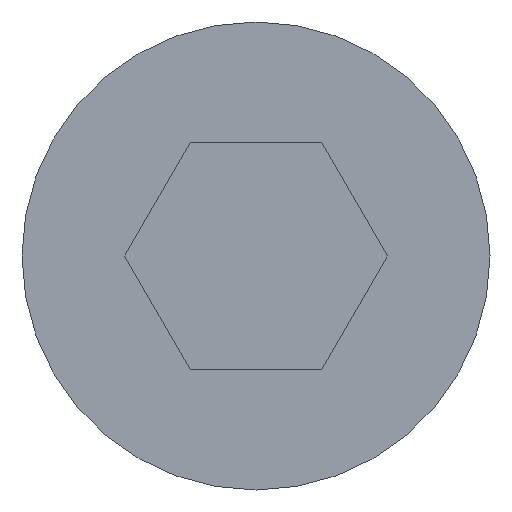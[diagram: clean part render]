
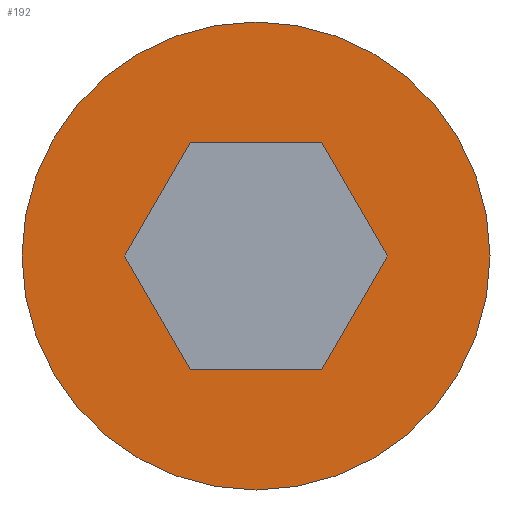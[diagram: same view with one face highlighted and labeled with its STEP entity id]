
A CAD part, front view. The second image highlights one B-rep face of the part: STEP entity #192.
In plain terms, the highlighted planar face has unit normal (0, -1, 0).
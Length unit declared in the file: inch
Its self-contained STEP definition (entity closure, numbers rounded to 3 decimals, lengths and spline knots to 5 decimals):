
#5 = CARTESIAN_POINT ( 'NONE',  ( -0.03157, 0., 0.05469 ) ) ;
#6 = EDGE_LOOP ( 'NONE', ( #413, #309 ) ) ;
#15 = DIRECTION ( 'NONE',  ( 0., 1., 0. ) ) ;
#23 = CARTESIAN_POINT ( 'NONE',  ( -0.03157, 0., -0.05469 ) ) ;
#36 = DIRECTION ( 'NONE',  ( -0.5, 0., 0.866 ) ) ;
#37 = DIRECTION ( 'NONE',  ( 1., 0., 0. ) ) ;
#39 = CARTESIAN_POINT ( 'NONE',  ( -0.03157, 0., -0.05469 ) ) ;
#41 = ORIENTED_EDGE ( 'NONE', *, *, #104, .F. ) ;
#51 = DIRECTION ( 'NONE',  ( 0., 0., 1. ) ) ;
#63 = ORIENTED_EDGE ( 'NONE', *, *, #346, .F. ) ;
#67 = ORIENTED_EDGE ( 'NONE', *, *, #371, .F. ) ;
#69 = CARTESIAN_POINT ( 'NONE',  ( 0., 0., 0. ) ) ;
#79 = VECTOR ( 'NONE', #310, 39.37008 ) ;
#82 = VERTEX_POINT ( 'NONE', #105 ) ;
#104 = EDGE_CURVE ( 'NONE', #353, #82, #403, .T. ) ;
#105 = CARTESIAN_POINT ( 'NONE',  ( -0.06315, 0., 0. ) ) ;
#109 = ORIENTED_EDGE ( 'NONE', *, *, #339, .F. ) ;
#113 = ORIENTED_EDGE ( 'NONE', *, *, #258, .F. ) ;
#122 = VERTEX_POINT ( 'NONE', #313 ) ;
#139 = VERTEX_POINT ( 'NONE', #242 ) ;
#148 = ORIENTED_EDGE ( 'NONE', *, *, #262, .F. ) ;
#163 = AXIS2_PLACEMENT_3D ( 'NONE', #382, #380, #378 ) ;
#167 = DIRECTION ( 'NONE',  ( 0., 0., 1. ) ) ;
#169 = EDGE_LOOP ( 'NONE', ( #113, #63, #109, #148, #41, #67 ) ) ;
#185 = CARTESIAN_POINT ( 'NONE',  ( 0.03157, 0., 0.05469 ) ) ;
#192 = ADVANCED_FACE ( 'NONE', ( #428, #367 ), #210, .F. ) ;
#193 = DIRECTION ( 'NONE',  ( 0., 1., 0. ) ) ;
#207 = DIRECTION ( 'NONE',  ( 0.5, 0., -0.866 ) ) ;
#210 = PLANE ( 'NONE',  #252 ) ;
#230 = CARTESIAN_POINT ( 'NONE',  ( -0.06315, 0., 0. ) ) ;
#233 = CARTESIAN_POINT ( 'NONE',  ( 0.06315, 0., 0. ) ) ;
#234 = CARTESIAN_POINT ( 'NONE',  ( 0., 0., 0. ) ) ;
#235 = AXIS2_PLACEMENT_3D ( 'NONE', #69, #15, #51 ) ;
#242 = CARTESIAN_POINT ( 'NONE',  ( 0.03157, 0., -0.05469 ) ) ;
#252 = AXIS2_PLACEMENT_3D ( 'NONE', #234, #193, #167 ) ;
#258 = EDGE_CURVE ( 'NONE', #122, #365, #409, .T. ) ;
#262 = EDGE_CURVE ( 'NONE', #82, #359, #402, .T. ) ;
#271 = CIRCLE ( 'NONE', #235, 0.1125 ) ;
#307 = CARTESIAN_POINT ( 'NONE',  ( -0.03157, 0., 0.05469 ) ) ;
#309 = ORIENTED_EDGE ( 'NONE', *, *, #435, .F. ) ;
#310 = DIRECTION ( 'NONE',  ( -0.5, 0., -0.866 ) ) ;
#312 = VECTOR ( 'NONE', #415, 39.37008 ) ;
#313 = CARTESIAN_POINT ( 'NONE',  ( 0.06315, 0., 0. ) ) ;
#325 = CIRCLE ( 'NONE', #163, 0.1125 ) ;
#331 = LINE ( 'NONE', #39, #361 ) ;
#338 = CARTESIAN_POINT ( 'NONE',  ( 0.03157, 0., -0.05469 ) ) ;
#339 = EDGE_CURVE ( 'NONE', #359, #139, #331, .T. ) ;
#343 = LINE ( 'NONE', #446, #312 ) ;
#346 = EDGE_CURVE ( 'NONE', #139, #122, #358, .T. ) ;
#353 = VERTEX_POINT ( 'NONE', #5 ) ;
#357 = VECTOR ( 'NONE', #453, 39.37008 ) ;
#358 = LINE ( 'NONE', #338, #357 ) ;
#359 = VERTEX_POINT ( 'NONE', #23 ) ;
#361 = VECTOR ( 'NONE', #37, 39.37008 ) ;
#365 = VERTEX_POINT ( 'NONE', #185 ) ;
#367 = FACE_OUTER_BOUND ( 'NONE', #6, .T. ) ;
#370 = VERTEX_POINT ( 'NONE', #442 ) ;
#371 = EDGE_CURVE ( 'NONE', #365, #353, #343, .T. ) ;
#372 = EDGE_CURVE ( 'NONE', #375, #370, #325, .T. ) ;
#375 = VERTEX_POINT ( 'NONE', #414 ) ;
#378 = DIRECTION ( 'NONE',  ( 0., 0., 1. ) ) ;
#380 = DIRECTION ( 'NONE',  ( 0., 1., 0. ) ) ;
#382 = CARTESIAN_POINT ( 'NONE',  ( 0., 0., 0. ) ) ;
#396 = VECTOR ( 'NONE', #36, 39.37008 ) ;
#402 = LINE ( 'NONE', #230, #431 ) ;
#403 = LINE ( 'NONE', #307, #79 ) ;
#409 = LINE ( 'NONE', #233, #396 ) ;
#413 = ORIENTED_EDGE ( 'NONE', *, *, #372, .F. ) ;
#414 = CARTESIAN_POINT ( 'NONE',  ( 0., 0., -0.1125 ) ) ;
#415 = DIRECTION ( 'NONE',  ( -1., 0., 0. ) ) ;
#428 = FACE_BOUND ( 'NONE', #169, .T. ) ;
#431 = VECTOR ( 'NONE', #207, 39.37008 ) ;
#435 = EDGE_CURVE ( 'NONE', #370, #375, #271, .T. ) ;
#442 = CARTESIAN_POINT ( 'NONE',  ( 0., 0., 0.1125 ) ) ;
#446 = CARTESIAN_POINT ( 'NONE',  ( 0.03157, 0., 0.05469 ) ) ;
#453 = DIRECTION ( 'NONE',  ( 0.5, 0., 0.866 ) ) ;
